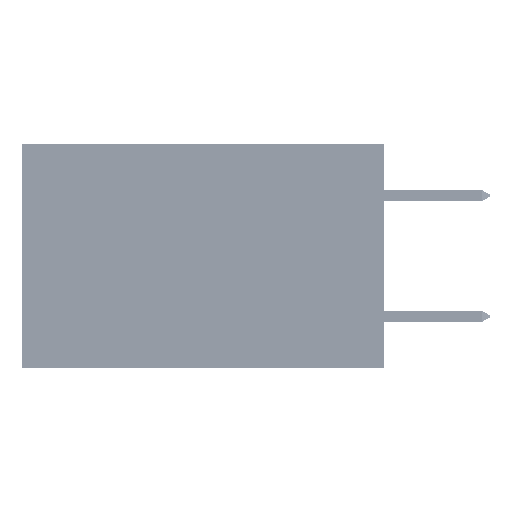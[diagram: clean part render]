
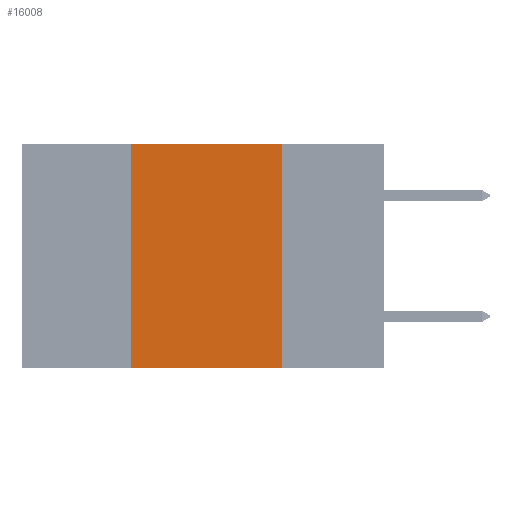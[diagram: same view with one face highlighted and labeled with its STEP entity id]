
A CAD part, left-side view. The second image highlights one B-rep face of the part: STEP entity #16008.
In plain terms, the highlighted planar face has unit normal (-1, 0, 0).
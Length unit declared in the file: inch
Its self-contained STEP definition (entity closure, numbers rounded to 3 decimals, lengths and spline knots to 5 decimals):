
#669 = DIRECTION ( 'NONE',  ( 1., 0., 0. ) ) ;
#1034 = DIRECTION ( 'NONE',  ( 0., -1., 0. ) ) ;
#1906 = EDGE_CURVE ( 'NONE', #28816, #34751, #32244, .T. ) ;
#4324 = EDGE_CURVE ( 'NONE', #27824, #40995, #9598, .T. ) ;
#6765 = EDGE_CURVE ( 'NONE', #27824, #34751, #21408, .T. ) ;
#7011 = LINE ( 'NONE', #12177, #25385 ) ;
#7483 = DIRECTION ( 'NONE',  ( 0., 0., -1. ) ) ;
#9598 = LINE ( 'NONE', #29120, #37582 ) ;
#11770 = VECTOR ( 'NONE', #21321, 39.37008 ) ;
#12177 = CARTESIAN_POINT ( 'NONE',  ( 0., 0.6, 0. ) ) ;
#13813 = DIRECTION ( 'NONE',  ( 0., 0., 1. ) ) ;
#16008 = ADVANCED_FACE ( 'NONE', ( #34209 ), #44550, .F. ) ;
#17672 = EDGE_LOOP ( 'NONE', ( #28541, #34353, #41135, #24663 ) ) ;
#21321 = DIRECTION ( 'NONE',  ( 0., -1., 0. ) ) ;
#21408 = LINE ( 'NONE', #22626, #11770 ) ;
#22217 = AXIS2_PLACEMENT_3D ( 'NONE', #22553, #669, #26281 ) ;
#22409 = VECTOR ( 'NONE', #7483, 39.37008 ) ;
#22553 = CARTESIAN_POINT ( 'NONE',  ( 0., 0.6, 0. ) ) ;
#22626 = CARTESIAN_POINT ( 'NONE',  ( 0., 0.6, -0.37 ) ) ;
#23883 = CARTESIAN_POINT ( 'NONE',  ( 0., 0.17, 0. ) ) ;
#24663 = ORIENTED_EDGE ( 'NONE', *, *, #6765, .T. ) ;
#25385 = VECTOR ( 'NONE', #1034, 39.37008 ) ;
#26281 = DIRECTION ( 'NONE',  ( 0., 0., -1. ) ) ;
#27824 = VERTEX_POINT ( 'NONE', #33692 ) ;
#28541 = ORIENTED_EDGE ( 'NONE', *, *, #1906, .F. ) ;
#28816 = VERTEX_POINT ( 'NONE', #23883 ) ;
#29120 = CARTESIAN_POINT ( 'NONE',  ( 0., 0.42, 0. ) ) ;
#32244 = LINE ( 'NONE', #36663, #22409 ) ;
#33692 = CARTESIAN_POINT ( 'NONE',  ( 0., 0.42, -0.37 ) ) ;
#34209 = FACE_OUTER_BOUND ( 'NONE', #17672, .T. ) ;
#34353 = ORIENTED_EDGE ( 'NONE', *, *, #41125, .F. ) ;
#34751 = VERTEX_POINT ( 'NONE', #38215 ) ;
#36663 = CARTESIAN_POINT ( 'NONE',  ( 0., 0.17, 0. ) ) ;
#37582 = VECTOR ( 'NONE', #13813, 39.37008 ) ;
#38215 = CARTESIAN_POINT ( 'NONE',  ( 0., 0.17, -0.37 ) ) ;
#40995 = VERTEX_POINT ( 'NONE', #43788 ) ;
#41125 = EDGE_CURVE ( 'NONE', #40995, #28816, #7011, .T. ) ;
#41135 = ORIENTED_EDGE ( 'NONE', *, *, #4324, .F. ) ;
#43788 = CARTESIAN_POINT ( 'NONE',  ( 0., 0.42, 0. ) ) ;
#44550 = PLANE ( 'NONE',  #22217 ) ;
